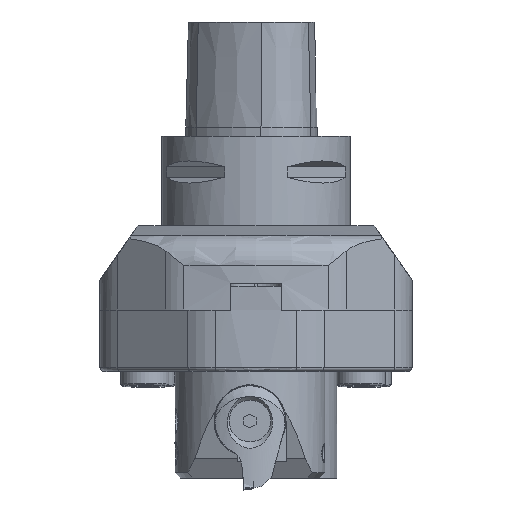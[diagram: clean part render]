
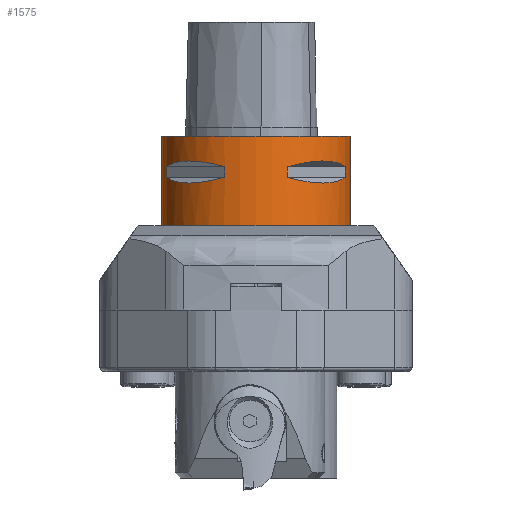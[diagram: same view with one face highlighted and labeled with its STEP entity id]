
A CAD part, left-side view. The second image highlights one B-rep face of the part: STEP entity #1575.
In plain terms, the highlighted cylindrical face has radius 31.5 mm (diameter 63 mm), a full revolution.
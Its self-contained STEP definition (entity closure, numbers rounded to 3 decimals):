
#1575=ADVANCED_FACE('',(#3977,#3978,#3979,#3980,#3981,#3982),#2083,.T.);
#2083=CYLINDRICAL_SURFACE('',#9783,31.5);
#2167=LINE('',#13267,#3052);
#2168=LINE('',#13271,#3053);
#2169=LINE('',#13275,#3054);
#2170=LINE('',#13279,#3055);
#2171=LINE('',#13283,#3056);
#2172=LINE('',#13287,#3057);
#2173=LINE('',#13291,#3058);
#2174=LINE('',#13295,#3059);
#3052=VECTOR('',#10645,1.);
#3053=VECTOR('',#10648,1.);
#3054=VECTOR('',#10651,1.);
#3055=VECTOR('',#10654,1.);
#3056=VECTOR('',#10657,1.);
#3057=VECTOR('',#10660,1.);
#3058=VECTOR('',#10663,1.);
#3059=VECTOR('',#10666,1.);
#3940=ELLIPSE('',#9774,36.997,31.5);
#3941=ELLIPSE('',#9775,36.997,31.5);
#3942=ELLIPSE('',#9776,36.997,31.5);
#3943=ELLIPSE('',#9777,36.997,31.5);
#3944=ELLIPSE('',#9778,36.997,31.5);
#3945=ELLIPSE('',#9779,36.997,31.5);
#3946=ELLIPSE('',#9780,36.997,31.5);
#3947=ELLIPSE('',#9781,36.997,31.5);
#3977=FACE_BOUND('',#4125,.T.);
#3978=FACE_BOUND('',#4126,.T.);
#3979=FACE_BOUND('',#4127,.T.);
#3980=FACE_BOUND('',#4128,.T.);
#3981=FACE_BOUND('',#4129,.T.);
#3982=FACE_BOUND('',#4130,.T.);
#4125=EDGE_LOOP('',(#4712));
#4126=EDGE_LOOP('',(#4713,#4714,#4715,#4716));
#4127=EDGE_LOOP('',(#4717,#4718,#4719,#4720));
#4128=EDGE_LOOP('',(#4721,#4722,#4723,#4724));
#4129=EDGE_LOOP('',(#4725,#4726,#4727,#4728));
#4130=EDGE_LOOP('',(#4729));
#4712=ORIENTED_EDGE('',*,*,#8163,.T.);
#4713=ORIENTED_EDGE('',*,*,#8164,.T.);
#4714=ORIENTED_EDGE('',*,*,#8165,.T.);
#4715=ORIENTED_EDGE('',*,*,#8166,.T.);
#4716=ORIENTED_EDGE('',*,*,#8167,.T.);
#4717=ORIENTED_EDGE('',*,*,#8168,.T.);
#4718=ORIENTED_EDGE('',*,*,#8169,.T.);
#4719=ORIENTED_EDGE('',*,*,#8170,.T.);
#4720=ORIENTED_EDGE('',*,*,#8171,.T.);
#4721=ORIENTED_EDGE('',*,*,#8172,.T.);
#4722=ORIENTED_EDGE('',*,*,#8173,.T.);
#4723=ORIENTED_EDGE('',*,*,#8174,.T.);
#4724=ORIENTED_EDGE('',*,*,#8175,.T.);
#4725=ORIENTED_EDGE('',*,*,#8176,.T.);
#4726=ORIENTED_EDGE('',*,*,#8177,.T.);
#4727=ORIENTED_EDGE('',*,*,#8178,.T.);
#4728=ORIENTED_EDGE('',*,*,#8179,.T.);
#4729=ORIENTED_EDGE('',*,*,#8180,.T.);
#7292=VERTEX_POINT('',#13263);
#7293=VERTEX_POINT('',#13265);
#7294=VERTEX_POINT('',#13266);
#7295=VERTEX_POINT('',#13268);
#7296=VERTEX_POINT('',#13270);
#7297=VERTEX_POINT('',#13273);
#7298=VERTEX_POINT('',#13274);
#7299=VERTEX_POINT('',#13276);
#7300=VERTEX_POINT('',#13278);
#7301=VERTEX_POINT('',#13281);
#7302=VERTEX_POINT('',#13282);
#7303=VERTEX_POINT('',#13284);
#7304=VERTEX_POINT('',#13286);
#7305=VERTEX_POINT('',#13289);
#7306=VERTEX_POINT('',#13290);
#7307=VERTEX_POINT('',#13292);
#7308=VERTEX_POINT('',#13294);
#7309=VERTEX_POINT('',#13297);
#8163=EDGE_CURVE('',#7292,#7292,#9453,.T.);
#8164=EDGE_CURVE('',#7293,#7294,#3940,.T.);
#8165=EDGE_CURVE('',#7294,#7295,#2167,.T.);
#8166=EDGE_CURVE('',#7295,#7296,#3941,.T.);
#8167=EDGE_CURVE('',#7296,#7293,#2168,.T.);
#8168=EDGE_CURVE('',#7297,#7298,#3942,.T.);
#8169=EDGE_CURVE('',#7298,#7299,#2169,.T.);
#8170=EDGE_CURVE('',#7299,#7300,#3943,.T.);
#8171=EDGE_CURVE('',#7300,#7297,#2170,.T.);
#8172=EDGE_CURVE('',#7301,#7302,#3944,.T.);
#8173=EDGE_CURVE('',#7302,#7303,#2171,.T.);
#8174=EDGE_CURVE('',#7303,#7304,#3945,.T.);
#8175=EDGE_CURVE('',#7304,#7301,#2172,.T.);
#8176=EDGE_CURVE('',#7305,#7306,#3946,.T.);
#8177=EDGE_CURVE('',#7306,#7307,#2173,.T.);
#8178=EDGE_CURVE('',#7307,#7308,#3947,.T.);
#8179=EDGE_CURVE('',#7308,#7305,#2174,.T.);
#8180=EDGE_CURVE('',#7309,#7309,#9454,.T.);
#9453=CIRCLE('',#9773,31.5);
#9454=CIRCLE('',#9782,31.5);
#9773=AXIS2_PLACEMENT_3D('',#13262,#10641,#10642);
#9774=AXIS2_PLACEMENT_3D('',#13264,#10643,#10644);
#9775=AXIS2_PLACEMENT_3D('',#13269,#10646,#10647);
#9776=AXIS2_PLACEMENT_3D('',#13272,#10649,#10650);
#9777=AXIS2_PLACEMENT_3D('',#13277,#10652,#10653);
#9778=AXIS2_PLACEMENT_3D('',#13280,#10655,#10656);
#9779=AXIS2_PLACEMENT_3D('',#13285,#10658,#10659);
#9780=AXIS2_PLACEMENT_3D('',#13288,#10661,#10662);
#9781=AXIS2_PLACEMENT_3D('',#13293,#10664,#10665);
#9782=AXIS2_PLACEMENT_3D('',#13296,#10667,#10668);
#9783=AXIS2_PLACEMENT_3D('',#13298,#10669,#10670);
#10641=DIRECTION('',(0.,0.,-1.));
#10642=DIRECTION('',(-1.,0.,0.));
#10643=DIRECTION('',(0.371,-0.371,-0.851));
#10644=DIRECTION('',(-0.602,0.602,-0.524));
#10645=DIRECTION('',(0.,0.,1.));
#10646=DIRECTION('',(0.371,-0.371,0.851));
#10647=DIRECTION('',(-0.602,0.602,0.524));
#10648=DIRECTION('',(0.,0.,-1.));
#10649=DIRECTION('',(-0.371,-0.371,-0.851));
#10650=DIRECTION('',(-0.602,-0.602,0.524));
#10651=DIRECTION('',(0.,0.,1.));
#10652=DIRECTION('',(-0.371,-0.371,0.851));
#10653=DIRECTION('',(-0.602,-0.602,-0.524));
#10654=DIRECTION('',(0.,0.,-1.));
#10655=DIRECTION('',(-0.371,0.371,-0.851));
#10656=DIRECTION('',(-0.602,0.602,0.524));
#10657=DIRECTION('',(0.,0.,1.));
#10658=DIRECTION('',(-0.371,0.371,0.851));
#10659=DIRECTION('',(-0.602,0.602,-0.524));
#10660=DIRECTION('',(0.,0.,-1.));
#10661=DIRECTION('',(0.371,0.371,-0.851));
#10662=DIRECTION('',(-0.602,-0.602,-0.524));
#10663=DIRECTION('',(0.,0.,1.));
#10664=DIRECTION('',(0.371,0.371,0.851));
#10665=DIRECTION('',(-0.602,-0.602,0.524));
#10666=DIRECTION('',(0.,0.,-1.));
#10667=DIRECTION('',(0.,0.,1.));
#10668=DIRECTION('',(-1.,0.,0.));
#10669=DIRECTION('',(0.,0.,-1.));
#10670=DIRECTION('',(1.,0.,0.));
#13262=CARTESIAN_POINT('',(0.,0.,0.));
#13263=CARTESIAN_POINT('',(-31.5,0.,0.));
#13264=CARTESIAN_POINT('',(0.,0.,3.714));
#13265=CARTESIAN_POINT('',(-29.755,10.338,-13.75));
#13266=CARTESIAN_POINT('',(-10.338,29.755,-13.75));
#13267=CARTESIAN_POINT('',(-10.338,29.755,-13.75));
#13268=CARTESIAN_POINT('',(-10.338,29.755,-10.25));
#13269=CARTESIAN_POINT('',(0.,0.,-27.714));
#13270=CARTESIAN_POINT('',(-29.755,10.338,-10.25));
#13271=CARTESIAN_POINT('',(-29.755,10.338,-10.25));
#13272=CARTESIAN_POINT('',(0.,0.,3.714));
#13273=CARTESIAN_POINT('',(10.338,29.755,-13.75));
#13274=CARTESIAN_POINT('',(29.755,10.338,-13.75));
#13275=CARTESIAN_POINT('',(29.755,10.338,-13.75));
#13276=CARTESIAN_POINT('',(29.755,10.338,-10.25));
#13277=CARTESIAN_POINT('',(0.,0.,-27.714));
#13278=CARTESIAN_POINT('',(10.338,29.755,-10.25));
#13279=CARTESIAN_POINT('',(10.338,29.755,-10.25));
#13280=CARTESIAN_POINT('',(0.,0.,3.714));
#13281=CARTESIAN_POINT('',(29.755,-10.338,-13.75));
#13282=CARTESIAN_POINT('',(10.338,-29.755,-13.75));
#13283=CARTESIAN_POINT('',(10.338,-29.755,-13.75));
#13284=CARTESIAN_POINT('',(10.338,-29.755,-10.25));
#13285=CARTESIAN_POINT('',(0.,0.,-27.714));
#13286=CARTESIAN_POINT('',(29.755,-10.338,-10.25));
#13287=CARTESIAN_POINT('',(29.755,-10.338,-10.25));
#13288=CARTESIAN_POINT('',(0.,0.,3.714));
#13289=CARTESIAN_POINT('',(-10.338,-29.755,-13.75));
#13290=CARTESIAN_POINT('',(-29.755,-10.338,-13.75));
#13291=CARTESIAN_POINT('',(-29.755,-10.338,-13.75));
#13292=CARTESIAN_POINT('',(-29.755,-10.338,-10.25));
#13293=CARTESIAN_POINT('',(0.,0.,-27.714));
#13294=CARTESIAN_POINT('',(-10.338,-29.755,-10.25));
#13295=CARTESIAN_POINT('',(-10.338,-29.755,-10.25));
#13296=CARTESIAN_POINT('',(0.,0.,-29.9));
#13297=CARTESIAN_POINT('',(-31.5,0.,-29.9));
#13298=CARTESIAN_POINT('',(0.,0.,-11.));
